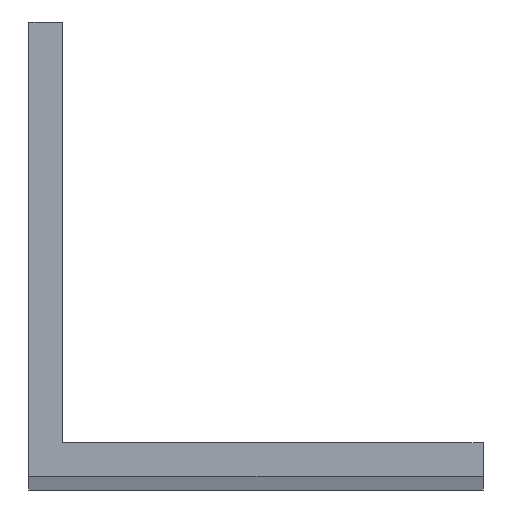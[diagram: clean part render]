
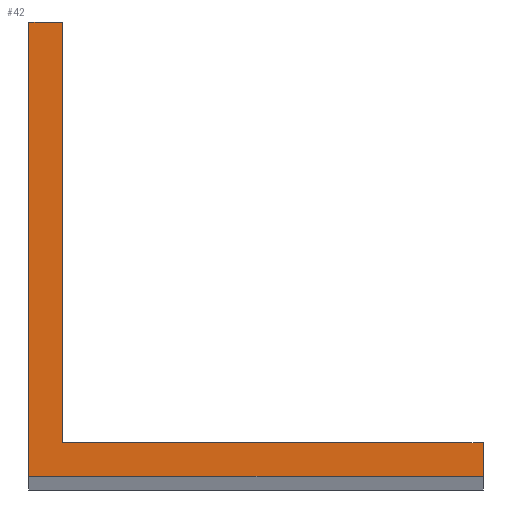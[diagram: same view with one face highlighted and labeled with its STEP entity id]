
A CAD part, top view. The second image highlights one B-rep face of the part: STEP entity #42.
In plain terms, the highlighted planar face has unit normal (0, 0, 1).
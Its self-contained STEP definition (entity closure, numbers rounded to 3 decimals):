
#5 = CARTESIAN_POINT ( 'NONE',  ( 0., -25.4, 482.53 ) ) ;
#7 = FACE_OUTER_BOUND ( 'NONE', #443, .T. ) ;
#12 = CARTESIAN_POINT ( 'NONE',  ( -2., 0., 482.53 ) ) ;
#16 = LINE ( 'NONE', #5, #485 ) ;
#31 = DIRECTION ( 'NONE',  ( 0., 1., 0. ) ) ;
#34 = CARTESIAN_POINT ( 'NONE',  ( 0., 0., 482.53 ) ) ;
#39 = CARTESIAN_POINT ( 'NONE',  ( 0., -25.4, 482.53 ) ) ;
#42 = ADVANCED_FACE ( 'NONE', ( #7 ), #74, .T. ) ;
#50 = EDGE_CURVE ( 'NONE', #149, #324, #197, .T. ) ;
#58 = EDGE_CURVE ( 'NONE', #88, #437, #16, .T. ) ;
#72 = ORIENTED_EDGE ( 'NONE', *, *, #58, .T. ) ;
#74 = PLANE ( 'NONE',  #294 ) ;
#80 = CARTESIAN_POINT ( 'NONE',  ( 25.4, -27.4, 482.53 ) ) ;
#84 = DIRECTION ( 'NONE',  ( -1., 0., 0. ) ) ;
#85 = LINE ( 'NONE', #363, #275 ) ;
#88 = VERTEX_POINT ( 'NONE', #158 ) ;
#96 = VERTEX_POINT ( 'NONE', #80 ) ;
#97 = VECTOR ( 'NONE', #31, 1000. ) ;
#99 = EDGE_CURVE ( 'NONE', #324, #256, #231, .T. ) ;
#100 = VECTOR ( 'NONE', #192, 1000. ) ;
#130 = VECTOR ( 'NONE', #345, 1000. ) ;
#135 = ORIENTED_EDGE ( 'NONE', *, *, #99, .T. ) ;
#141 = CARTESIAN_POINT ( 'NONE',  ( -2., 0., 482.53 ) ) ;
#149 = VERTEX_POINT ( 'NONE', #385 ) ;
#155 = DIRECTION ( 'NONE',  ( 0., -1., 0. ) ) ;
#156 = ORIENTED_EDGE ( 'NONE', *, *, #172, .T. ) ;
#158 = CARTESIAN_POINT ( 'NONE',  ( 25.4, -25.4, 482.53 ) ) ;
#172 = EDGE_CURVE ( 'NONE', #96, #88, #85, .T. ) ;
#185 = VECTOR ( 'NONE', #155, 1000. ) ;
#192 = DIRECTION ( 'NONE',  ( -1., 0., 0. ) ) ;
#197 = LINE ( 'NONE', #311, #100 ) ;
#201 = DIRECTION ( 'NONE',  ( 0., 1., 0. ) ) ;
#231 = LINE ( 'NONE', #12, #185 ) ;
#256 = VERTEX_POINT ( 'NONE', #373 ) ;
#271 = DIRECTION ( 'NONE',  ( 1., 0., 0. ) ) ;
#274 = ORIENTED_EDGE ( 'NONE', *, *, #50, .T. ) ;
#275 = VECTOR ( 'NONE', #201, 1000. ) ;
#294 = AXIS2_PLACEMENT_3D ( 'NONE', #34, #412, #271 ) ;
#297 = ORIENTED_EDGE ( 'NONE', *, *, #338, .T. ) ;
#307 = LINE ( 'NONE', #410, #97 ) ;
#311 = CARTESIAN_POINT ( 'NONE',  ( 0., 0., 482.53 ) ) ;
#313 = ORIENTED_EDGE ( 'NONE', *, *, #367, .T. ) ;
#317 = LINE ( 'NONE', #374, #130 ) ;
#324 = VERTEX_POINT ( 'NONE', #141 ) ;
#338 = EDGE_CURVE ( 'NONE', #437, #149, #307, .T. ) ;
#345 = DIRECTION ( 'NONE',  ( 1., 0., 0. ) ) ;
#363 = CARTESIAN_POINT ( 'NONE',  ( 25.4, -25.4, 482.53 ) ) ;
#367 = EDGE_CURVE ( 'NONE', #256, #96, #317, .T. ) ;
#373 = CARTESIAN_POINT ( 'NONE',  ( -2., -27.4, 482.53 ) ) ;
#374 = CARTESIAN_POINT ( 'NONE',  ( -2., -27.4, 482.53 ) ) ;
#385 = CARTESIAN_POINT ( 'NONE',  ( 0., 0., 482.53 ) ) ;
#410 = CARTESIAN_POINT ( 'NONE',  ( 0., 0., 482.53 ) ) ;
#412 = DIRECTION ( 'NONE',  ( 0., 0., 1. ) ) ;
#437 = VERTEX_POINT ( 'NONE', #39 ) ;
#443 = EDGE_LOOP ( 'NONE', ( #274, #135, #313, #156, #72, #297 ) ) ;
#485 = VECTOR ( 'NONE', #84, 1000. ) ;
